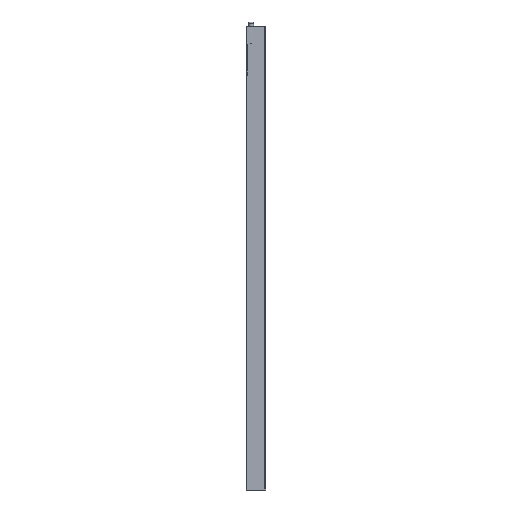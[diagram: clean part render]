
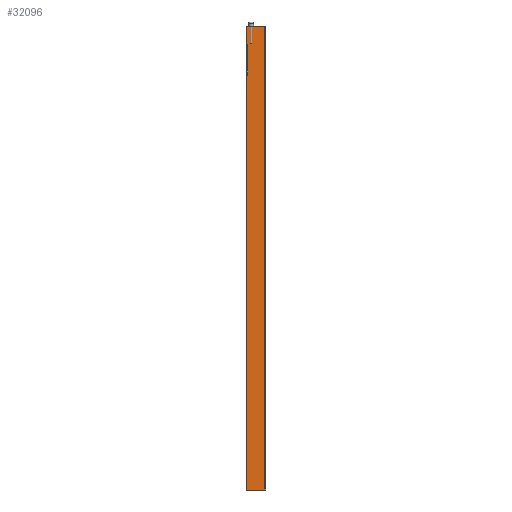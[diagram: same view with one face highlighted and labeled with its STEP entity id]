
A CAD part, left-side view. The second image highlights one B-rep face of the part: STEP entity #32096.
In plain terms, the highlighted planar face has unit normal (-1, 0.003, 0).
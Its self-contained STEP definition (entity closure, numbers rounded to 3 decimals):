
#1474 = EDGE_CURVE ( 'NONE', #33276, #18950, #25990, .T. ) ;
#1799 = DIRECTION ( 'NONE',  ( 0.003, 1., 0. ) ) ;
#2609 = VECTOR ( 'NONE', #1799, 1000. ) ;
#2668 = DIRECTION ( 'NONE',  ( 0.003, 1., 0. ) ) ;
#3028 = DIRECTION ( 'NONE',  ( 0., 0., -1. ) ) ;
#3171 = ORIENTED_EDGE ( 'NONE', *, *, #23112, .T. ) ;
#5278 = LINE ( 'NONE', #22484, #2609 ) ;
#5377 = LINE ( 'NONE', #15556, #26772 ) ;
#5994 = VECTOR ( 'NONE', #30592, 1000. ) ;
#6435 = ORIENTED_EDGE ( 'NONE', *, *, #1474, .T. ) ;
#7459 = EDGE_CURVE ( 'NONE', #33276, #11446, #5278, .T. ) ;
#7855 = FACE_OUTER_BOUND ( 'NONE', #24963, .T. ) ;
#11106 = VECTOR ( 'NONE', #3028, 1000. ) ;
#11446 = VERTEX_POINT ( 'NONE', #31299 ) ;
#13036 = CARTESIAN_POINT ( 'NONE',  ( -6.498, -29.5, -750. ) ) ;
#15556 = CARTESIAN_POINT ( 'NONE',  ( -6.4, 0.002, 0. ) ) ;
#15915 = CARTESIAN_POINT ( 'NONE',  ( -6.401, -0.198, -750. ) ) ;
#16533 = CARTESIAN_POINT ( 'NONE',  ( -6.401, -0.198, 0. ) ) ;
#18950 = VERTEX_POINT ( 'NONE', #31131 ) ;
#21520 = LINE ( 'NONE', #15915, #11106 ) ;
#21757 = VERTEX_POINT ( 'NONE', #16533 ) ;
#22484 = CARTESIAN_POINT ( 'NONE',  ( -6.4, 0.002, -750. ) ) ;
#23112 = EDGE_CURVE ( 'NONE', #21757, #11446, #21520, .T. ) ;
#24963 = EDGE_LOOP ( 'NONE', ( #27115, #3171, #28239, #6435 ) ) ;
#25984 = PLANE ( 'NONE',  #26250 ) ;
#25990 = LINE ( 'NONE', #31239, #5994 ) ;
#26250 = AXIS2_PLACEMENT_3D ( 'NONE', #31230, #28693, #30915 ) ;
#26772 = VECTOR ( 'NONE', #2668, 1000. ) ;
#27115 = ORIENTED_EDGE ( 'NONE', *, *, #30649, .T. ) ;
#28239 = ORIENTED_EDGE ( 'NONE', *, *, #7459, .F. ) ;
#28693 = DIRECTION ( 'NONE',  ( 1., -0.003, 0. ) ) ;
#30592 = DIRECTION ( 'NONE',  ( 0., 0., 1. ) ) ;
#30649 = EDGE_CURVE ( 'NONE', #18950, #21757, #5377, .T. ) ;
#30915 = DIRECTION ( 'NONE',  ( 0.003, 1., 0. ) ) ;
#31131 = CARTESIAN_POINT ( 'NONE',  ( -6.498, -29.5, 0. ) ) ;
#31230 = CARTESIAN_POINT ( 'NONE',  ( -6.4, 0.002, -750. ) ) ;
#31239 = CARTESIAN_POINT ( 'NONE',  ( -6.498, -29.5, -750. ) ) ;
#31299 = CARTESIAN_POINT ( 'NONE',  ( -6.401, -0.198, -750. ) ) ;
#32096 = ADVANCED_FACE ( 'NONE', ( #7855 ), #25984, .F. ) ;
#33276 = VERTEX_POINT ( 'NONE', #13036 ) ;
